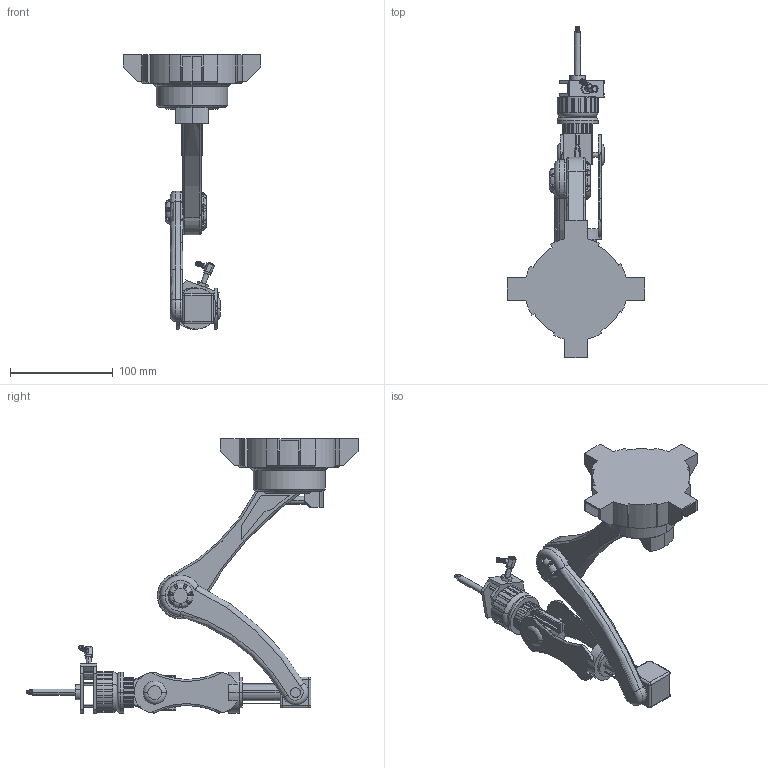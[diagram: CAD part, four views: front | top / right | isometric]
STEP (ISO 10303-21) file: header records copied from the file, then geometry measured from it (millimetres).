
FILE_DESCRIPTION (( 'STEP AP214' ), '1' );
FILE_NAME ('6 axis Robotica.STEP', '2025-12-14T15:31:43', ( '' ), ( '' ), 'SwSTEP 2.0', 'SolidWorks 2024', '' );
FILE_SCHEMA (( 'AUTOMOTIVE_DESIGN' ));
Length unit declared in the file: metre
Products named in the file (9): 6axis- part5; 6axis - part 3; 6 axis Robotica; screwdriver; 6 axis link 1; 6axis- part6; 6axis - part 2; 6axis- part4; 6 axis - base
Assembly tree (8 placements, depth 2):
  6 axis Robotica
    6 axis - base
    6 axis link 1
    6axis - part 2
    6axis - part 3
    6axis- part4
    6axis- part5
    6axis- part6
    screwdriver
Bounding box: 134 x 323.47 x 267.5 mm (x, y, z)
Volume: 596680.8 mm3; surface area: 126773.9 mm2
Topology: 8 solids, 10 shells, 909 faces, 2336 edges, 1491 vertices
Faces by surface type: plane 503, cylinder 334, torus 34, cone 25, sphere 10, bspline 3
Entity records: 31013 total; most frequent: CARTESIAN_POINT 8326, DIRECTION 4783, ORIENTED_EDGE 4652, EDGE_CURVE 2326, AXIS2_PLACEMENT_3D 1721, VERTEX_POINT 1491, VECTOR 1341, LINE 1341
